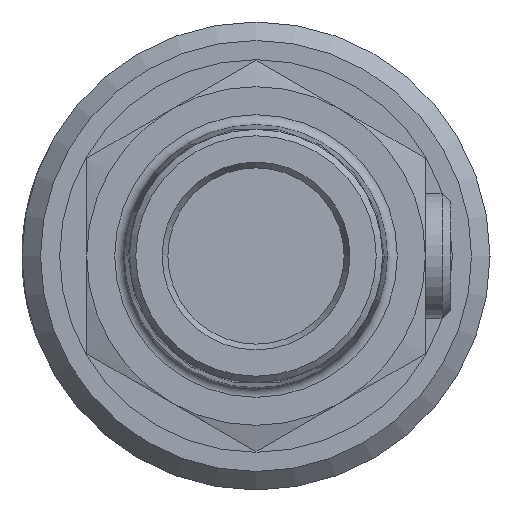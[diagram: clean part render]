
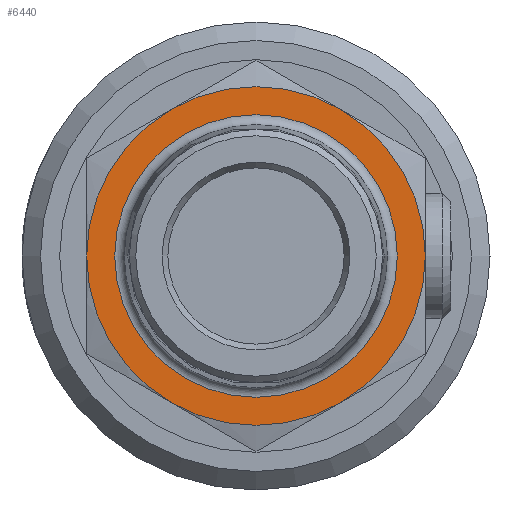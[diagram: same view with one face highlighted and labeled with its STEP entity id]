
A CAD part, left-side view. The second image highlights one B-rep face of the part: STEP entity #6440.
In plain terms, the highlighted planar face has unit normal (-1, 0, 0).
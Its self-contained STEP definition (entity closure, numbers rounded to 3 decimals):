
#114=FACE_BOUND('',#2265,.T.);
#1387=CIRCLE('',#6914,22.946);
#1389=CIRCLE('',#6916,22.946);
#1390=CIRCLE('',#6918,27.5);
#1391=CIRCLE('',#6919,27.5);
#1392=CIRCLE('',#6920,27.5);
#1393=CIRCLE('',#6921,27.5);
#1394=CIRCLE('',#6922,27.5);
#1395=CIRCLE('',#6923,27.5);
#1522=PLANE('',#6917);
#1856=FACE_OUTER_BOUND('',#2264,.T.);
#2264=EDGE_LOOP('',(#5855,#5856,#5857,#5858,#5859,#5860));
#2265=EDGE_LOOP('',(#5861,#5862));
#3171=VERTEX_POINT('',#50226);
#3172=VERTEX_POINT('',#50227);
#3173=VERTEX_POINT('',#50232);
#3174=VERTEX_POINT('',#50233);
#3175=VERTEX_POINT('',#50235);
#3176=VERTEX_POINT('',#50237);
#3177=VERTEX_POINT('',#50239);
#3178=VERTEX_POINT('',#50241);
#4079=EDGE_CURVE('',#3171,#3172,#1387,.T.);
#4081=EDGE_CURVE('',#3172,#3171,#1389,.T.);
#4082=EDGE_CURVE('',#3173,#3174,#1390,.T.);
#4083=EDGE_CURVE('',#3174,#3175,#1391,.T.);
#4084=EDGE_CURVE('',#3175,#3176,#1392,.T.);
#4085=EDGE_CURVE('',#3176,#3177,#1393,.T.);
#4086=EDGE_CURVE('',#3177,#3178,#1394,.T.);
#4087=EDGE_CURVE('',#3178,#3173,#1395,.T.);
#5855=ORIENTED_EDGE('',*,*,#4082,.T.);
#5856=ORIENTED_EDGE('',*,*,#4083,.T.);
#5857=ORIENTED_EDGE('',*,*,#4084,.T.);
#5858=ORIENTED_EDGE('',*,*,#4085,.T.);
#5859=ORIENTED_EDGE('',*,*,#4086,.T.);
#5860=ORIENTED_EDGE('',*,*,#4087,.T.);
#5861=ORIENTED_EDGE('',*,*,#4079,.F.);
#5862=ORIENTED_EDGE('',*,*,#4081,.F.);
#6440=ADVANCED_FACE('',(#1856,#114),#1522,.T.);
#6914=AXIS2_PLACEMENT_3D('',#50228,#8148,#8149);
#6916=AXIS2_PLACEMENT_3D('',#50230,#8152,#8153);
#6917=AXIS2_PLACEMENT_3D('',#50231,#8154,#8155);
#6918=AXIS2_PLACEMENT_3D('',#50234,#8156,#8157);
#6919=AXIS2_PLACEMENT_3D('',#50236,#8158,#8159);
#6920=AXIS2_PLACEMENT_3D('',#50238,#8160,#8161);
#6921=AXIS2_PLACEMENT_3D('',#50240,#8162,#8163);
#6922=AXIS2_PLACEMENT_3D('',#50242,#8164,#8165);
#6923=AXIS2_PLACEMENT_3D('',#50243,#8166,#8167);
#8148=DIRECTION('center_axis',(-1.,0.,0.));
#8149=DIRECTION('ref_axis',(0.,-1.,0.));
#8152=DIRECTION('center_axis',(-1.,0.,0.));
#8153=DIRECTION('ref_axis',(0.,-1.,0.));
#8154=DIRECTION('center_axis',(-1.,0.,0.));
#8155=DIRECTION('ref_axis',(0.,0.,1.));
#8156=DIRECTION('center_axis',(-1.,0.,0.));
#8157=DIRECTION('ref_axis',(0.,1.,0.));
#8158=DIRECTION('center_axis',(-1.,0.,0.));
#8159=DIRECTION('ref_axis',(0.,1.,0.));
#8160=DIRECTION('center_axis',(-1.,0.,0.));
#8161=DIRECTION('ref_axis',(0.,1.,0.));
#8162=DIRECTION('center_axis',(-1.,0.,0.));
#8163=DIRECTION('ref_axis',(0.,1.,0.));
#8164=DIRECTION('center_axis',(-1.,0.,0.));
#8165=DIRECTION('ref_axis',(0.,1.,0.));
#8166=DIRECTION('center_axis',(-1.,0.,0.));
#8167=DIRECTION('ref_axis',(0.,1.,0.));
#50226=CARTESIAN_POINT('',(-35.22,22.946,0.));
#50227=CARTESIAN_POINT('',(-35.22,0.,22.946));
#50228=CARTESIAN_POINT('Origin',(-35.22,0.,0.));
#50230=CARTESIAN_POINT('Origin',(-35.22,0.,0.));
#50231=CARTESIAN_POINT('Origin',(-35.22,24.448,0.));
#50232=CARTESIAN_POINT('',(-35.22,13.75,-23.816));
#50233=CARTESIAN_POINT('',(-35.22,-13.75,-23.816));
#50234=CARTESIAN_POINT('Origin',(-35.22,0.,0.));
#50235=CARTESIAN_POINT('',(-35.22,-27.5,0.));
#50236=CARTESIAN_POINT('Origin',(-35.22,0.,0.));
#50237=CARTESIAN_POINT('',(-35.22,-13.75,23.816));
#50238=CARTESIAN_POINT('Origin',(-35.22,0.,0.));
#50239=CARTESIAN_POINT('',(-35.22,13.75,23.816));
#50240=CARTESIAN_POINT('Origin',(-35.22,0.,0.));
#50241=CARTESIAN_POINT('',(-35.22,27.5,0.));
#50242=CARTESIAN_POINT('Origin',(-35.22,0.,0.));
#50243=CARTESIAN_POINT('Origin',(-35.22,0.,0.));
